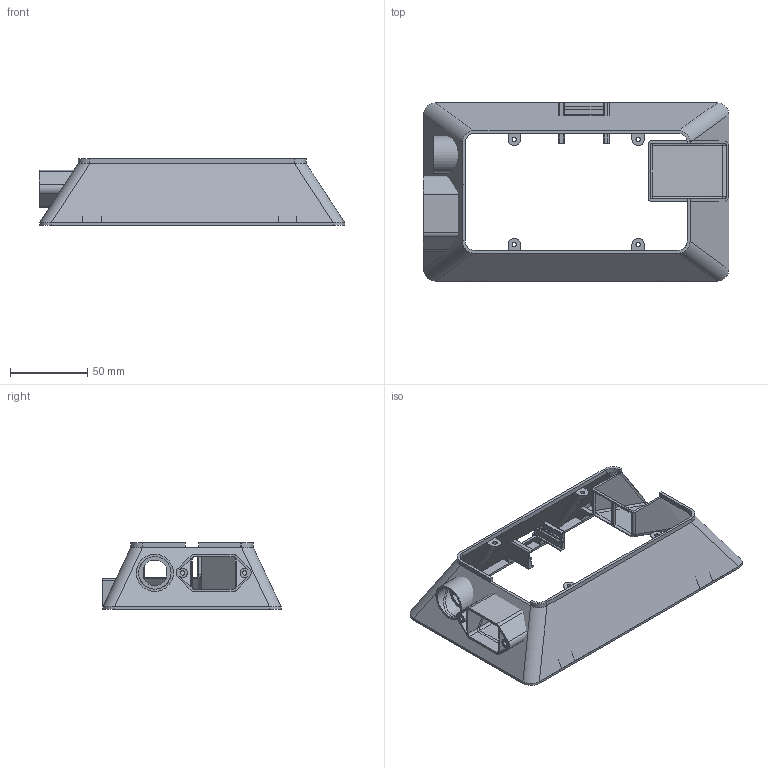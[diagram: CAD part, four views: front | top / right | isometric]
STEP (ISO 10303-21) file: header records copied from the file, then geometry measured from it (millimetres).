
FILE_DESCRIPTION(('FreeCAD Model'),'2;1');
FILE_NAME('main_enclosure2.step','2019-04-15T17:28:37',('Anool'),( 'Wyolum'),'Open CASCADE STEP processor 7.3','FreeCAD','Unknown');
FILE_SCHEMA(('AUTOMOTIVE_DESIGN { 1 0 10303 214 1 1 1 1 }'));
Length unit declared in the file: millimetre
Products named in the file (12): front_face; power_socket_shell; cam_guide_R_mirror; cam_guide_L; screw_posts_(Mirror_#5); screw_posts; screw_posts_(Mirror_#7); screw_posts_(Mirror_#6); power_switch; main_side_shell5; BackBorder_(Mirror_#6); BackBorder
Bounding box: 197.25 x 115 x 43 mm (x, y, z)
Volume: 61337.1 mm3; surface area: 83991.2 mm2
Topology: 13 solids, 13 shells, 303 faces, 834 edges, 552 vertices
Faces by surface type: plane 191, cylinder 68, bspline 32, offset 12
Full cylindrical faces by diameter (mm): 2.8 x6, 21 x2, 24 x1
Entity records: 13760 total; most frequent: CARTESIAN_POINT 6047, ORIENTED_EDGE 1668, DIRECTION 1330, EDGE_CURVE 834, VERTEX_POINT 552, LINE 552, VECTOR 552, AXIS2_PLACEMENT_3D 389
